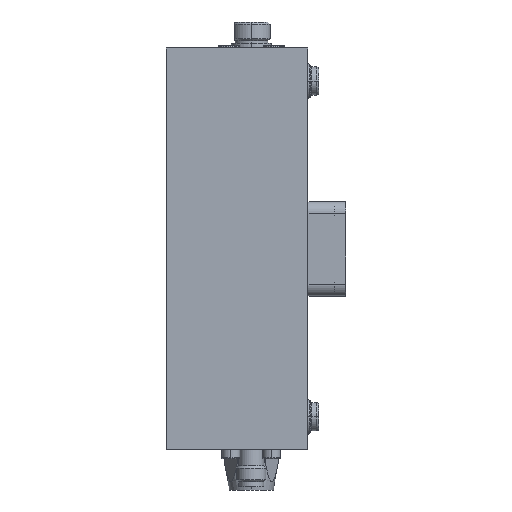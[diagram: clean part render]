
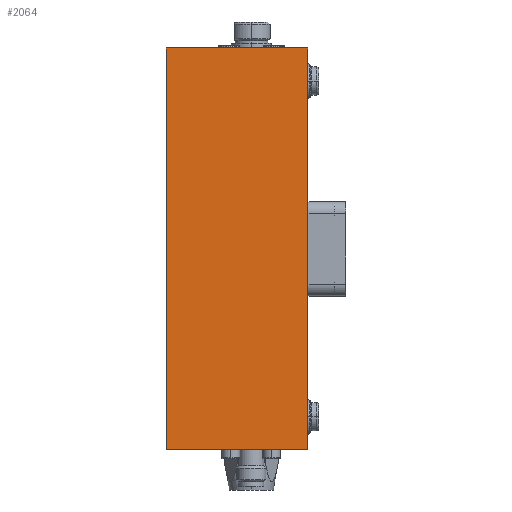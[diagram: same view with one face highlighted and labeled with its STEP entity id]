
A CAD part, left-side view. The second image highlights one B-rep face of the part: STEP entity #2064.
In plain terms, the highlighted planar face has unit normal (-1, 0, 0).
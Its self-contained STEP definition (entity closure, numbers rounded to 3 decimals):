
#248 = ORIENTED_EDGE ( 'NONE', *, *, #60645, .F. ) ;
#2064 = ADVANCED_FACE ( 'NONE', ( #138606 ), #119164, .F. ) ;
#6736 = DIRECTION ( 'NONE',  ( 0., 0., 1. ) ) ;
#10461 = CARTESIAN_POINT ( 'NONE',  ( -38.495, 13.769, -42.458 ) ) ;
#14642 = CARTESIAN_POINT ( 'NONE',  ( -38.495, -16.231, -42.458 ) ) ;
#19710 = VERTEX_POINT ( 'NONE', #23545 ) ;
#22697 = DIRECTION ( 'NONE',  ( 0., 0., -1. ) ) ;
#23545 = CARTESIAN_POINT ( 'NONE',  ( -38.495, 13.769, 42.542 ) ) ;
#25631 = LINE ( 'NONE', #157909, #86649 ) ;
#32982 = CARTESIAN_POINT ( 'NONE',  ( -38.495, 13.769, 42.542 ) ) ;
#39127 = ORIENTED_EDGE ( 'NONE', *, *, #50241, .T. ) ;
#48545 = VECTOR ( 'NONE', #118173, 1000. ) ;
#50241 = EDGE_CURVE ( 'NONE', #54287, #98162, #25631, .T. ) ;
#52685 = EDGE_CURVE ( 'NONE', #19710, #122315, #113395, .T. ) ;
#53206 = DIRECTION ( 'NONE',  ( 0., 0., 1. ) ) ;
#54287 = VERTEX_POINT ( 'NONE', #129528 ) ;
#55229 = CARTESIAN_POINT ( 'NONE',  ( -38.495, -16.231, -42.458 ) ) ;
#60645 = EDGE_CURVE ( 'NONE', #54287, #19710, #85166, .T. ) ;
#68045 = VECTOR ( 'NONE', #53206, 1000. ) ;
#71292 = AXIS2_PLACEMENT_3D ( 'NONE', #10461, #95748, #22697 ) ;
#72775 = DIRECTION ( 'NONE',  ( 0., -1., 0. ) ) ;
#72821 = CARTESIAN_POINT ( 'NONE',  ( -38.495, -16.231, 42.542 ) ) ;
#85166 = LINE ( 'NONE', #126167, #68045 ) ;
#86649 = VECTOR ( 'NONE', #72775, 1000. ) ;
#95748 = DIRECTION ( 'NONE',  ( 1., 0., 0. ) ) ;
#95908 = VECTOR ( 'NONE', #6736, 1000. ) ;
#98162 = VERTEX_POINT ( 'NONE', #14642 ) ;
#98626 = EDGE_LOOP ( 'NONE', ( #152863, #117081, #248, #39127 ) ) ;
#113395 = LINE ( 'NONE', #32982, #48545 ) ;
#117081 = ORIENTED_EDGE ( 'NONE', *, *, #52685, .F. ) ;
#118173 = DIRECTION ( 'NONE',  ( 0., -1., 0. ) ) ;
#119164 = PLANE ( 'NONE',  #71292 ) ;
#119391 = EDGE_CURVE ( 'NONE', #98162, #122315, #128230, .T. ) ;
#122315 = VERTEX_POINT ( 'NONE', #72821 ) ;
#126167 = CARTESIAN_POINT ( 'NONE',  ( -38.495, 13.769, -42.458 ) ) ;
#128230 = LINE ( 'NONE', #55229, #95908 ) ;
#129528 = CARTESIAN_POINT ( 'NONE',  ( -38.495, 13.769, -42.458 ) ) ;
#138606 = FACE_OUTER_BOUND ( 'NONE', #98626, .T. ) ;
#152863 = ORIENTED_EDGE ( 'NONE', *, *, #119391, .T. ) ;
#157909 = CARTESIAN_POINT ( 'NONE',  ( -38.495, 13.769, -42.458 ) ) ;
